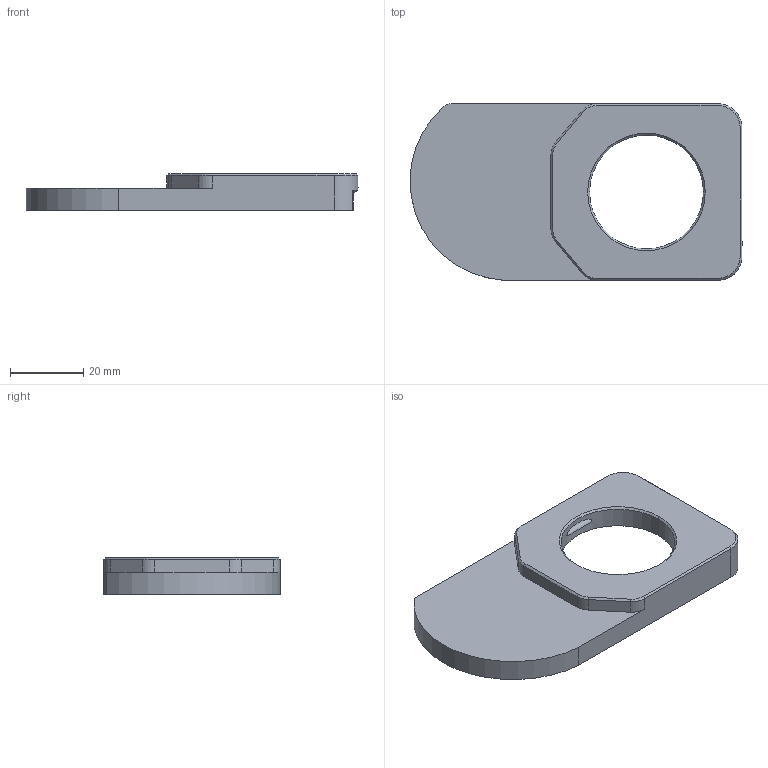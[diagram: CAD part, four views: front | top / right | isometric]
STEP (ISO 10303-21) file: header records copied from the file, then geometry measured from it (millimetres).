
FILE_DESCRIPTION (( 'STEP AP214' ), '1' );
FILE_NAME ('Guide roue gauche.STEP', '2023-06-23T09:52:51', ( '' ), ( '' ), 'SwSTEP 2.0', 'SolidWorks 2023', '' );
FILE_SCHEMA (( 'AUTOMOTIVE_DESIGN' ));
Length unit declared in the file: millimetre
Products named in the file (1): Guide roue gauche
Bounding box: 90.38 x 48 x 10 mm (x, y, z)
Volume: 14346.2 mm3; surface area: 10177.3 mm2
Topology: 1 solids, 1 shells, 177 faces, 502 edges, 327 vertices
Faces by surface type: cylinder 126, plane 28, bspline 13, cone 10
Entity records: 20029 total; most frequent: CARTESIAN_POINT 16124, ORIENTED_EDGE 1004, DIRECTION 620, EDGE_CURVE 502, VERTEX_POINT 327, AXIS2_PLACEMENT_3D 217, LINE 186, VECTOR 186
